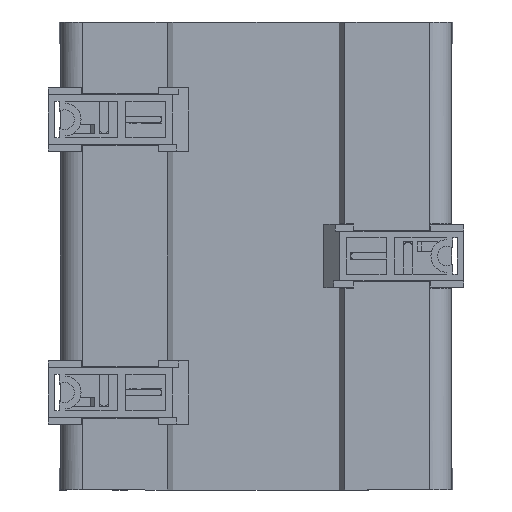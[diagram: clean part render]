
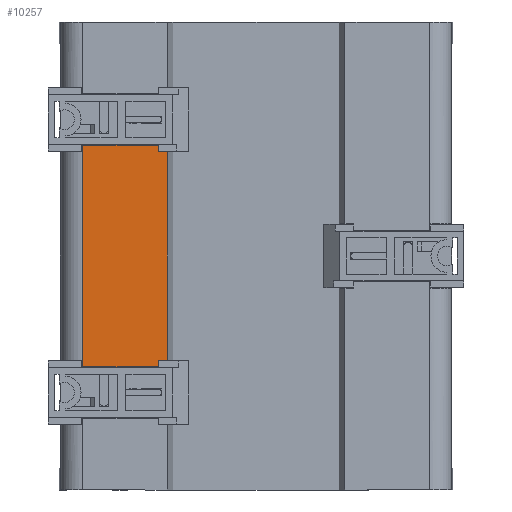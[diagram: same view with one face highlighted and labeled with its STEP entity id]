
A CAD part, front view. The second image highlights one B-rep face of the part: STEP entity #10257.
In plain terms, the highlighted face is planar.
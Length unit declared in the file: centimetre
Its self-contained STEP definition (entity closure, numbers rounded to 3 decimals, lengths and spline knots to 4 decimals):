
#562 = VERTEX_POINT ( 'NONE', #17776 ) ;
#730 = EDGE_CURVE ( 'NONE', #28532, #11375, #14927, .T. ) ;
#2051 = PLANE ( 'NONE',  #10445 ) ;
#2574 = CARTESIAN_POINT ( 'NONE',  ( -2.234, -2.385, 0. ) ) ;
#3669 = CARTESIAN_POINT ( 'NONE',  ( -2.234, 2.535, 0. ) ) ;
#4444 = VECTOR ( 'NONE', #10731, 100. ) ;
#4488 = ORIENTED_EDGE ( 'NONE', *, *, #14632, .F. ) ;
#4651 = DIRECTION ( 'NONE',  ( 0., 0., 1. ) ) ;
#4680 = LINE ( 'NONE', #7362, #20218 ) ;
#5058 = VERTEX_POINT ( 'NONE', #3669 ) ;
#5151 = CARTESIAN_POINT ( 'NONE',  ( -2.234, -2.385, 0. ) ) ;
#6194 = EDGE_LOOP ( 'NONE', ( #4488, #14984, #25890, #30105, #9942, #15237, #20460, #22158 ) ) ;
#6312 = CARTESIAN_POINT ( 'NONE',  ( -5.4, -2.535, 0. ) ) ;
#6458 = DIRECTION ( 'NONE',  ( 0., 1., 0. ) ) ;
#7093 = DIRECTION ( 'NONE',  ( 1., 0., 0. ) ) ;
#7247 = FACE_OUTER_BOUND ( 'NONE', #6194, .T. ) ;
#7362 = CARTESIAN_POINT ( 'NONE',  ( -2.234, -2.535, 0. ) ) ;
#8250 = DIRECTION ( 'NONE',  ( 1., 0., 0. ) ) ;
#8718 = CARTESIAN_POINT ( 'NONE',  ( -2.234, -2.535, 0. ) ) ;
#9942 = ORIENTED_EDGE ( 'NONE', *, *, #16269, .T. ) ;
#10131 = CARTESIAN_POINT ( 'NONE',  ( -3.9607, -2.535, 0. ) ) ;
#10257 = ADVANCED_FACE ( 'NONE', ( #7247 ), #2051, .F. ) ;
#10445 = AXIS2_PLACEMENT_3D ( 'NONE', #25095, #4651, #7093 ) ;
#10731 = DIRECTION ( 'NONE',  ( 1., 0., 0. ) ) ;
#10737 = CARTESIAN_POINT ( 'NONE',  ( -3.9607, 0., 0. ) ) ;
#11107 = CARTESIAN_POINT ( 'NONE',  ( -2.234, 2.385, 0. ) ) ;
#11288 = EDGE_CURVE ( 'NONE', #28532, #22695, #17542, .T. ) ;
#11375 = VERTEX_POINT ( 'NONE', #8718 ) ;
#11533 = DIRECTION ( 'NONE',  ( -1., 0., 0. ) ) ;
#11749 = DIRECTION ( 'NONE',  ( 0., 1., 0. ) ) ;
#12066 = CARTESIAN_POINT ( 'NONE',  ( -2.234, 2.535, 0. ) ) ;
#12152 = DIRECTION ( 'NONE',  ( 0., -1., 0. ) ) ;
#12747 = EDGE_CURVE ( 'NONE', #19016, #5058, #27772, .T. ) ;
#13429 = VECTOR ( 'NONE', #11533, 100. ) ;
#14632 = EDGE_CURVE ( 'NONE', #18024, #29653, #28705, .T. ) ;
#14882 = VECTOR ( 'NONE', #16326, 100. ) ;
#14927 = LINE ( 'NONE', #6312, #14882 ) ;
#14984 = ORIENTED_EDGE ( 'NONE', *, *, #23840, .F. ) ;
#15237 = ORIENTED_EDGE ( 'NONE', *, *, #12747, .F. ) ;
#16269 = EDGE_CURVE ( 'NONE', #22695, #5058, #21077, .T. ) ;
#16326 = DIRECTION ( 'NONE',  ( 1., 0., 0. ) ) ;
#16465 = LINE ( 'NONE', #29995, #29187 ) ;
#17542 = LINE ( 'NONE', #10737, #21980 ) ;
#17776 = CARTESIAN_POINT ( 'NONE',  ( -2.034, 2.385, 0. ) ) ;
#18024 = VERTEX_POINT ( 'NONE', #2574 ) ;
#18427 = CARTESIAN_POINT ( 'NONE',  ( -3.9607, 2.535, 0. ) ) ;
#18466 = EDGE_CURVE ( 'NONE', #562, #29653, #16465, .T. ) ;
#19016 = VERTEX_POINT ( 'NONE', #26971 ) ;
#20218 = VECTOR ( 'NONE', #32690, 100. ) ;
#20460 = ORIENTED_EDGE ( 'NONE', *, *, #30400, .F. ) ;
#20947 = CARTESIAN_POINT ( 'NONE',  ( -5.4, 2.535, 0. ) ) ;
#21072 = VECTOR ( 'NONE', #11749, 100. ) ;
#21077 = LINE ( 'NONE', #20947, #27363 ) ;
#21980 = VECTOR ( 'NONE', #6458, 100. ) ;
#22158 = ORIENTED_EDGE ( 'NONE', *, *, #18466, .T. ) ;
#22695 = VERTEX_POINT ( 'NONE', #18427 ) ;
#23139 = CARTESIAN_POINT ( 'NONE',  ( -2.034, -2.385, 0. ) ) ;
#23840 = EDGE_CURVE ( 'NONE', #11375, #18024, #4680, .T. ) ;
#25095 = CARTESIAN_POINT ( 'NONE',  ( 0., 0., 0. ) ) ;
#25890 = ORIENTED_EDGE ( 'NONE', *, *, #730, .F. ) ;
#26971 = CARTESIAN_POINT ( 'NONE',  ( -2.234, 2.385, 0. ) ) ;
#27363 = VECTOR ( 'NONE', #8250, 100. ) ;
#27772 = LINE ( 'NONE', #12066, #21072 ) ;
#28532 = VERTEX_POINT ( 'NONE', #10131 ) ;
#28705 = LINE ( 'NONE', #5151, #4444 ) ;
#29187 = VECTOR ( 'NONE', #12152, 100. ) ;
#29653 = VERTEX_POINT ( 'NONE', #23139 ) ;
#29660 = LINE ( 'NONE', #11107, #13429 ) ;
#29995 = CARTESIAN_POINT ( 'NONE',  ( -2.034, 0., 0. ) ) ;
#30105 = ORIENTED_EDGE ( 'NONE', *, *, #11288, .T. ) ;
#30400 = EDGE_CURVE ( 'NONE', #562, #19016, #29660, .T. ) ;
#32690 = DIRECTION ( 'NONE',  ( 0., 1., 0. ) ) ;
